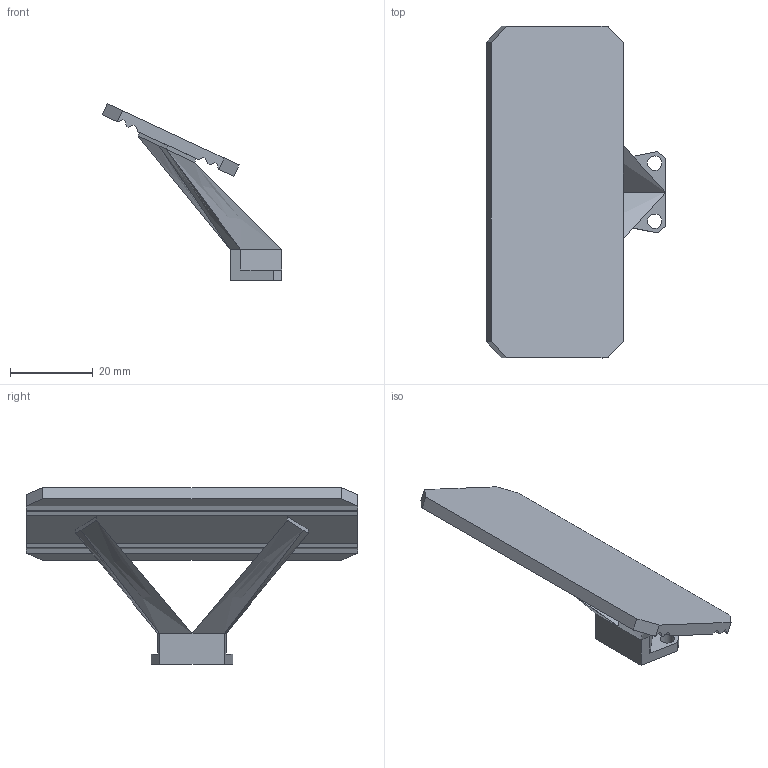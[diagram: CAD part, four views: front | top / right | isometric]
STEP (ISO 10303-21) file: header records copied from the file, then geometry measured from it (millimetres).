
FILE_DESCRIPTION(/* description */ ('','CAx-IF Rec.Pracs.---Representation and Presentation of Product Manufacturing Information (PMI)---4.0---2014-10-13'),/* implementation_level */ '2;1');
FILE_NAME(/* name */ 'CameraMount.stp',/* time_stamp */ '2026-02-01T17:08:27+03:00',/* author */ ('Dmitry'),/* organization */ (''),/* preprocessor_version */ 'ST-DEVELOPER v19.2',/* originating_system */ 'Autodesk Inventor 2024',/* authorisation */ '');
FILE_SCHEMA (('AP242_MANAGED_MODEL_BASED_3D_ENGINEERING_MIM_LF { 1 0 10303 442 1 1 4 }'));
Length unit declared in the file: millimetre
Products named in the file (1): Part2
Bounding box: 43.29 x 80 x 42.61 mm (x, y, z)
Volume: 11035.6 mm3; surface area: 9005.5 mm2
Topology: 1 solids, 1 shells, 53 faces, 132 edges, 81 vertices
Faces by surface type: plane 43, bspline 8, cylinder 2
Full cylindrical faces by diameter (mm): 3.5 x2
Entity records: 2206 total; most frequent: CARTESIAN_POINT 584, ORIENTED_EDGE 264, DIRECTION 260, EDGE_CURVE 132, LINE 128, VECTOR 128, STYLED_ITEM 108, POLYLINE 83
